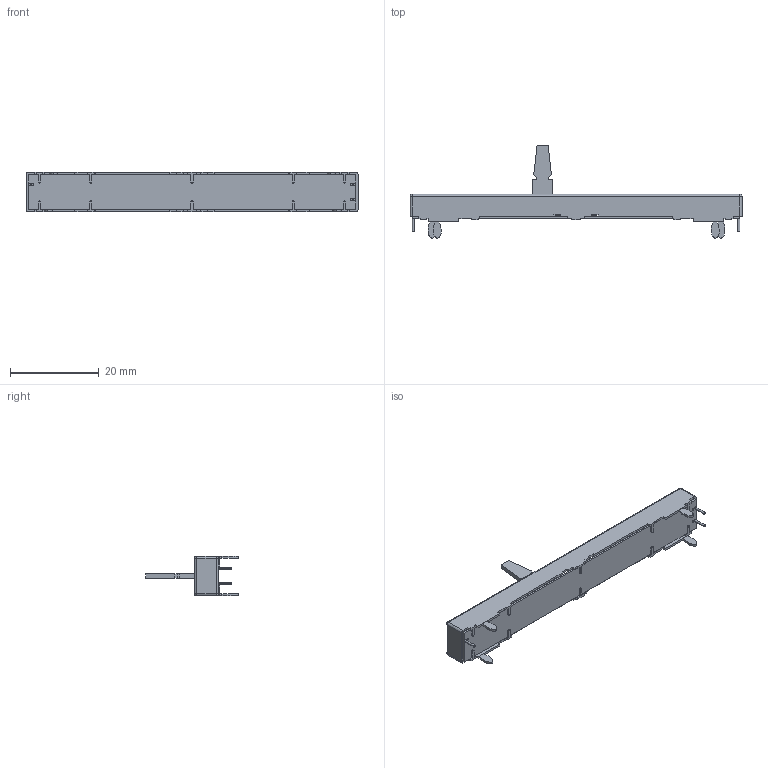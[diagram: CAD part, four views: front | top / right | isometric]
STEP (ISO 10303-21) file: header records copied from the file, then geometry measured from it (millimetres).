
FILE_DESCRIPTION (( 'STEP AP214' ), '1' );
FILE_NAME ('PTA6043-2010CIB203.STEP', '2022-11-19T04:42:35', ( '' ), ( '' ), 'SwSTEP 2.0', 'SolidWorks 2022', '' );
FILE_SCHEMA (( 'AUTOMOTIVE_DESIGN' ));
Length unit declared in the file: millimetre
Products named in the file (4): M_X2_00e9_X0_tal potentiom_X2_00e8_X0_tre 1; PTA6043-2010CIB203; Plaque PIN potentiom_X2_00e8_X0_tre 1; Bouton potentiom_X2_00e8_X0_tre 1
Assembly tree (3 placements, depth 2):
  PTA6043-2010CIB203
    M_X2_00e9_X0_tal potentiom_X2_00e8_X0_tre 1
    Plaque PIN potentiom_X2_00e8_X0_tre 1
    Bouton potentiom_X2_00e8_X0_tre 1
Bounding box: 75 x 20.94 x 9 mm (x, y, z)
Volume: 1268.3 mm3; surface area: 4341 mm2
Topology: 7 solids, 7 shells, 228 faces, 628 edges, 410 vertices
Faces by surface type: plane 181, cylinder 35, bspline 8, sphere 4
Entity records: 7460 total; most frequent: CARTESIAN_POINT 1377, ORIENTED_EDGE 1242, DIRECTION 1127, EDGE_CURVE 621, LINE 535, VECTOR 535, VERTEX_POINT 410, AXIS2_PLACEMENT_3D 296
